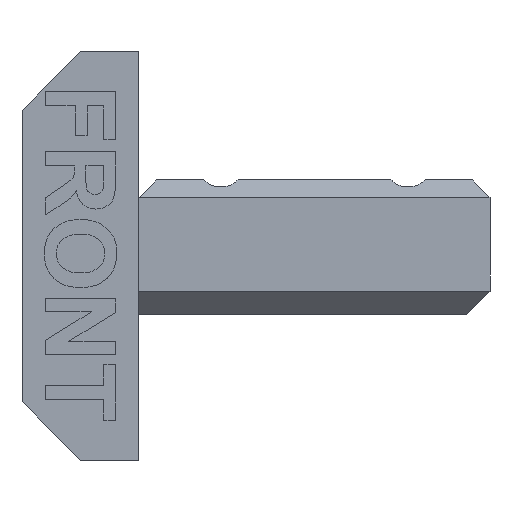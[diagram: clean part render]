
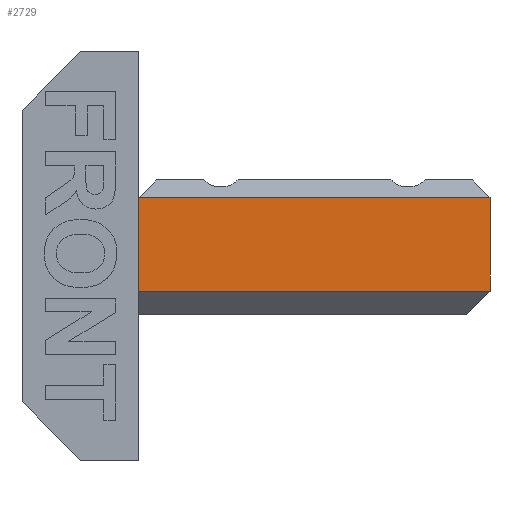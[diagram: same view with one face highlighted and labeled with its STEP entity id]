
A CAD part, front view. The second image highlights one B-rep face of the part: STEP entity #2729.
In plain terms, the highlighted planar face has unit normal (0, -1, 0).
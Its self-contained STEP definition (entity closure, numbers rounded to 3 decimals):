
#196=FACE_OUTER_BOUND('',#346,.T.);
#346=EDGE_LOOP('',(#1820,#1821,#1822,#1823,#1824,#1825,#1826,#1827));
#512=LINE('',#3715,#808);
#524=LINE('',#3745,#820);
#525=LINE('',#3747,#821);
#526=LINE('',#3749,#822);
#527=LINE('',#3751,#823);
#528=LINE('',#3753,#824);
#529=LINE('',#3755,#825);
#530=LINE('',#3756,#826);
#808=VECTOR('',#3080,10.);
#820=VECTOR('',#3104,10.);
#821=VECTOR('',#3105,10.);
#822=VECTOR('',#3106,10.);
#823=VECTOR('',#3107,10.);
#824=VECTOR('',#3108,10.);
#825=VECTOR('',#3109,10.);
#826=VECTOR('',#3110,10.);
#1120=VERTEX_POINT('',#3712);
#1121=VERTEX_POINT('',#3714);
#1133=VERTEX_POINT('',#3744);
#1134=VERTEX_POINT('',#3746);
#1135=VERTEX_POINT('',#3748);
#1136=VERTEX_POINT('',#3750);
#1137=VERTEX_POINT('',#3752);
#1138=VERTEX_POINT('',#3754);
#1391=EDGE_CURVE('',#1120,#1121,#512,.T.);
#1406=EDGE_CURVE('',#1121,#1133,#524,.T.);
#1407=EDGE_CURVE('',#1134,#1120,#525,.T.);
#1408=EDGE_CURVE('',#1134,#1135,#526,.T.);
#1409=EDGE_CURVE('',#1135,#1136,#527,.T.);
#1410=EDGE_CURVE('',#1137,#1136,#528,.T.);
#1411=EDGE_CURVE('',#1138,#1137,#529,.T.);
#1412=EDGE_CURVE('',#1133,#1138,#530,.T.);
#1820=ORIENTED_EDGE('',*,*,#1406,.F.);
#1821=ORIENTED_EDGE('',*,*,#1391,.F.);
#1822=ORIENTED_EDGE('',*,*,#1407,.F.);
#1823=ORIENTED_EDGE('',*,*,#1408,.T.);
#1824=ORIENTED_EDGE('',*,*,#1409,.T.);
#1825=ORIENTED_EDGE('',*,*,#1410,.F.);
#1826=ORIENTED_EDGE('',*,*,#1411,.F.);
#1827=ORIENTED_EDGE('',*,*,#1412,.F.);
#2627=PLANE('',#2910);
#2729=ADVANCED_FACE('',(#196),#2627,.T.);
#2910=AXIS2_PLACEMENT_3D('',#3743,#3102,#3103);
#3080=DIRECTION('',(0.,0.,-1.));
#3102=DIRECTION('center_axis',(0.,-1.,0.));
#3103=DIRECTION('ref_axis',(0.,0.,-1.));
#3104=DIRECTION('',(1.,0.,0.));
#3105=DIRECTION('',(1.,0.,0.));
#3106=DIRECTION('',(0.,0.,-1.));
#3107=DIRECTION('',(1.,0.,0.));
#3108=DIRECTION('',(0.,0.,-1.));
#3109=DIRECTION('',(-1.,0.,0.));
#3110=DIRECTION('',(0.,0.,-1.));
#3712=CARTESIAN_POINT('',(4.,-6.,35.));
#3714=CARTESIAN_POINT('',(4.,-6.,22.5));
#3715=CARTESIAN_POINT('',(4.,-6.,26.25));
#3743=CARTESIAN_POINT('Origin',(0.,-6.,35.));
#3744=CARTESIAN_POINT('',(35.,-6.,22.5));
#3745=CARTESIAN_POINT('',(0.,-6.,22.5));
#3746=CARTESIAN_POINT('',(0.,-6.,35.));
#3747=CARTESIAN_POINT('',(0.,-6.,35.));
#3748=CARTESIAN_POINT('',(0.,-6.,0.));
#3749=CARTESIAN_POINT('',(0.,-6.,35.));
#3750=CARTESIAN_POINT('',(4.,-6.,0.));
#3751=CARTESIAN_POINT('',(0.,-6.,0.));
#3752=CARTESIAN_POINT('',(4.,-6.,14.5));
#3753=CARTESIAN_POINT('',(4.,-6.,26.25));
#3754=CARTESIAN_POINT('',(35.,-6.,14.5));
#3755=CARTESIAN_POINT('',(0.,-6.,14.5));
#3756=CARTESIAN_POINT('',(35.,-6.,12.5));
